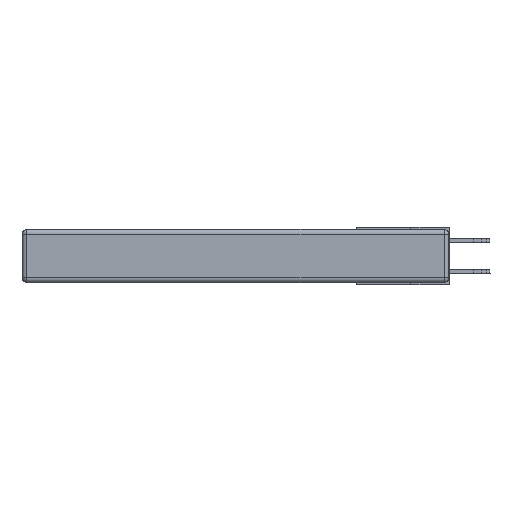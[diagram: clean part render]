
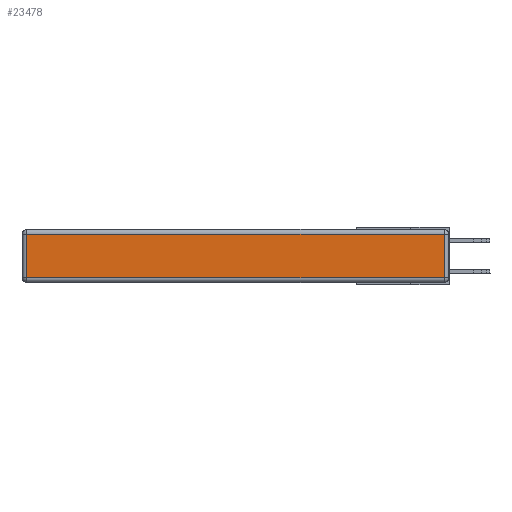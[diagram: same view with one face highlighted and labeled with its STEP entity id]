
A CAD part, left-side view. The second image highlights one B-rep face of the part: STEP entity #23478.
In plain terms, the highlighted planar face has unit normal (-1, 0, 0).
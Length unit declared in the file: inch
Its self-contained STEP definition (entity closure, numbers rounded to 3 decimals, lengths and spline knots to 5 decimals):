
#11 = LINE ( 'NONE', #11182, #22556 ) ;
#169 = EDGE_LOOP ( 'NONE', ( #14220, #18515, #8572, #12891 ) ) ;
#1188 = LINE ( 'NONE', #11752, #9741 ) ;
#1424 = EDGE_CURVE ( 'NONE', #17642, #24651, #11, .T. ) ;
#1931 = EDGE_CURVE ( 'NONE', #24651, #14003, #18844, .T. ) ;
#2314 = CARTESIAN_POINT ( 'NONE',  ( 0., 0., -0.313 ) ) ;
#2465 = DIRECTION ( 'NONE',  ( 0., -1., 0. ) ) ;
#3991 = DIRECTION ( 'NONE',  ( 0., 0., -1. ) ) ;
#4735 = FACE_OUTER_BOUND ( 'NONE', #169, .T. ) ;
#6025 = AXIS2_PLACEMENT_3D ( 'NONE', #24626, #18791, #20263 ) ;
#7924 = CARTESIAN_POINT ( 'NONE',  ( 0., 0.03, -0.03 ) ) ;
#8572 = ORIENTED_EDGE ( 'NONE', *, *, #1424, .T. ) ;
#9741 = VECTOR ( 'NONE', #20486, 39.37008 ) ;
#11182 = CARTESIAN_POINT ( 'NONE',  ( 0., 2.75, -0.03 ) ) ;
#11572 = EDGE_CURVE ( 'NONE', #21522, #17642, #1188, .T. ) ;
#11752 = CARTESIAN_POINT ( 'NONE',  ( 0., 0.03, -0.343 ) ) ;
#12857 = PLANE ( 'NONE',  #6025 ) ;
#12891 = ORIENTED_EDGE ( 'NONE', *, *, #1931, .T. ) ;
#14003 = VERTEX_POINT ( 'NONE', #23023 ) ;
#14220 = ORIENTED_EDGE ( 'NONE', *, *, #14866, .T. ) ;
#14866 = EDGE_CURVE ( 'NONE', #14003, #21522, #16977, .T. ) ;
#16977 = LINE ( 'NONE', #2314, #19143 ) ;
#17642 = VERTEX_POINT ( 'NONE', #7924 ) ;
#18515 = ORIENTED_EDGE ( 'NONE', *, *, #11572, .T. ) ;
#18791 = DIRECTION ( 'NONE',  ( -1., 0., 0. ) ) ;
#18844 = LINE ( 'NONE', #19871, #23158 ) ;
#19064 = DIRECTION ( 'NONE',  ( 0., 1., 0. ) ) ;
#19143 = VECTOR ( 'NONE', #2465, 39.37008 ) ;
#19871 = CARTESIAN_POINT ( 'NONE',  ( 0., 2.72, -0.343 ) ) ;
#20263 = DIRECTION ( 'NONE',  ( 0., 0., 1. ) ) ;
#20486 = DIRECTION ( 'NONE',  ( 0., 0., 1. ) ) ;
#20724 = CARTESIAN_POINT ( 'NONE',  ( 0., 2.72, -0.03 ) ) ;
#21522 = VERTEX_POINT ( 'NONE', #21930 ) ;
#21930 = CARTESIAN_POINT ( 'NONE',  ( 0., 0.03, -0.313 ) ) ;
#22556 = VECTOR ( 'NONE', #19064, 39.37008 ) ;
#23023 = CARTESIAN_POINT ( 'NONE',  ( 0., 2.72, -0.313 ) ) ;
#23158 = VECTOR ( 'NONE', #3991, 39.37008 ) ;
#23478 = ADVANCED_FACE ( 'NONE', ( #4735 ), #12857, .T. ) ;
#24626 = CARTESIAN_POINT ( 'NONE',  ( 0., 0., -0.343 ) ) ;
#24651 = VERTEX_POINT ( 'NONE', #20724 ) ;
